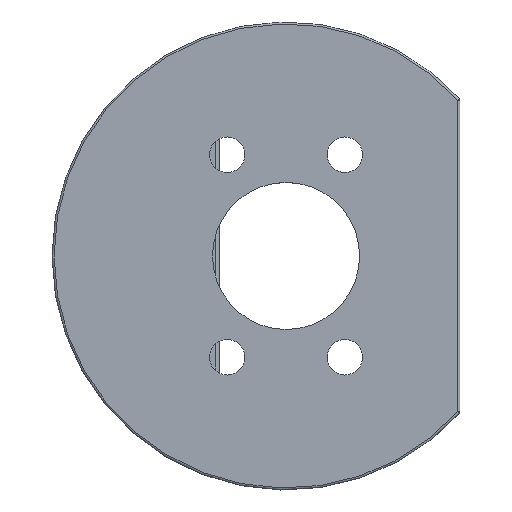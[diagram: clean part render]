
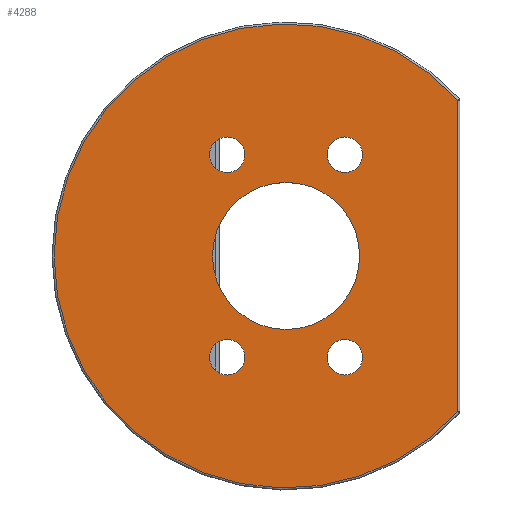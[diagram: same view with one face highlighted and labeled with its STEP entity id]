
A CAD part, top view. The second image highlights one B-rep face of the part: STEP entity #4288.
In plain terms, the highlighted planar face has unit normal (0, 0, 1).
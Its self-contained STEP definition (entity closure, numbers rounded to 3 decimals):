
#78=FACE_BOUND('',#735,.T.);
#79=FACE_BOUND('',#736,.T.);
#80=FACE_BOUND('',#737,.T.);
#81=FACE_BOUND('',#738,.T.);
#82=FACE_BOUND('',#739,.T.);
#187=PLANE('',#4821);
#450=FACE_OUTER_BOUND('',#734,.T.);
#734=EDGE_LOOP('',(#3616,#3617));
#735=EDGE_LOOP('',(#3618,#3619));
#736=EDGE_LOOP('',(#3620,#3621));
#737=EDGE_LOOP('',(#3622,#3623));
#738=EDGE_LOOP('',(#3624,#3625));
#739=EDGE_LOOP('',(#3626,#3627));
#1048=LINE('',#7807,#1374);
#1374=VECTOR('',#6059,10.);
#1656=CIRCLE('',#4802,34.7);
#1666=CIRCLE('',#4822,11.);
#1667=CIRCLE('',#4823,11.);
#1668=CIRCLE('',#4824,2.65);
#1669=CIRCLE('',#4825,2.65);
#1670=CIRCLE('',#4826,2.65);
#1671=CIRCLE('',#4827,2.65);
#1672=CIRCLE('',#4828,2.65);
#1673=CIRCLE('',#4829,2.65);
#1674=CIRCLE('',#4830,2.65);
#1675=CIRCLE('',#4831,2.65);
#1972=VERTEX_POINT('',#7765);
#1975=VERTEX_POINT('',#7774);
#1986=VERTEX_POINT('',#7825);
#1987=VERTEX_POINT('',#7826);
#1988=VERTEX_POINT('',#7829);
#1989=VERTEX_POINT('',#7830);
#1990=VERTEX_POINT('',#7833);
#1991=VERTEX_POINT('',#7834);
#1992=VERTEX_POINT('',#7837);
#1993=VERTEX_POINT('',#7838);
#1994=VERTEX_POINT('',#7841);
#1995=VERTEX_POINT('',#7842);
#2540=EDGE_CURVE('',#1975,#1972,#1656,.T.);
#2554=EDGE_CURVE('',#1972,#1975,#1048,.T.);
#2565=EDGE_CURVE('',#1986,#1987,#1666,.T.);
#2566=EDGE_CURVE('',#1987,#1986,#1667,.T.);
#2567=EDGE_CURVE('',#1988,#1989,#1668,.T.);
#2568=EDGE_CURVE('',#1989,#1988,#1669,.T.);
#2569=EDGE_CURVE('',#1990,#1991,#1670,.T.);
#2570=EDGE_CURVE('',#1991,#1990,#1671,.T.);
#2571=EDGE_CURVE('',#1992,#1993,#1672,.T.);
#2572=EDGE_CURVE('',#1993,#1992,#1673,.T.);
#2573=EDGE_CURVE('',#1994,#1995,#1674,.T.);
#2574=EDGE_CURVE('',#1995,#1994,#1675,.T.);
#3616=ORIENTED_EDGE('',*,*,#2540,.F.);
#3617=ORIENTED_EDGE('',*,*,#2554,.F.);
#3618=ORIENTED_EDGE('',*,*,#2565,.T.);
#3619=ORIENTED_EDGE('',*,*,#2566,.T.);
#3620=ORIENTED_EDGE('',*,*,#2567,.T.);
#3621=ORIENTED_EDGE('',*,*,#2568,.T.);
#3622=ORIENTED_EDGE('',*,*,#2569,.T.);
#3623=ORIENTED_EDGE('',*,*,#2570,.T.);
#3624=ORIENTED_EDGE('',*,*,#2571,.T.);
#3625=ORIENTED_EDGE('',*,*,#2572,.T.);
#3626=ORIENTED_EDGE('',*,*,#2573,.T.);
#3627=ORIENTED_EDGE('',*,*,#2574,.T.);
#4288=ADVANCED_FACE('',(#450,#78,#79,#80,#81,#82),#187,.T.);
#4802=AXIS2_PLACEMENT_3D('',#7782,#6023,#6024);
#4821=AXIS2_PLACEMENT_3D('',#7824,#6076,#6077);
#4822=AXIS2_PLACEMENT_3D('',#7827,#6078,#6079);
#4823=AXIS2_PLACEMENT_3D('',#7828,#6080,#6081);
#4824=AXIS2_PLACEMENT_3D('',#7831,#6082,#6083);
#4825=AXIS2_PLACEMENT_3D('',#7832,#6084,#6085);
#4826=AXIS2_PLACEMENT_3D('',#7835,#6086,#6087);
#4827=AXIS2_PLACEMENT_3D('',#7836,#6088,#6089);
#4828=AXIS2_PLACEMENT_3D('',#7839,#6090,#6091);
#4829=AXIS2_PLACEMENT_3D('',#7840,#6092,#6093);
#4830=AXIS2_PLACEMENT_3D('',#7843,#6094,#6095);
#4831=AXIS2_PLACEMENT_3D('',#7844,#6096,#6097);
#6023=DIRECTION('center_axis',(0.,0.,-1.));
#6024=DIRECTION('ref_axis',(-1.,0.,0.));
#6059=DIRECTION('',(0.,-1.,0.));
#6076=DIRECTION('center_axis',(0.,0.,1.));
#6077=DIRECTION('ref_axis',(1.,0.,0.));
#6078=DIRECTION('center_axis',(0.,0.,-1.));
#6079=DIRECTION('ref_axis',(1.,0.,0.));
#6080=DIRECTION('center_axis',(0.,0.,-1.));
#6081=DIRECTION('ref_axis',(1.,0.,0.));
#6082=DIRECTION('center_axis',(0.,0.,-1.));
#6083=DIRECTION('ref_axis',(1.,0.,0.));
#6084=DIRECTION('center_axis',(0.,0.,-1.));
#6085=DIRECTION('ref_axis',(1.,0.,0.));
#6086=DIRECTION('center_axis',(0.,0.,-1.));
#6087=DIRECTION('ref_axis',(1.,0.,0.));
#6088=DIRECTION('center_axis',(0.,0.,-1.));
#6089=DIRECTION('ref_axis',(1.,0.,0.));
#6090=DIRECTION('center_axis',(0.,0.,-1.));
#6091=DIRECTION('ref_axis',(1.,0.,0.));
#6092=DIRECTION('center_axis',(0.,0.,-1.));
#6093=DIRECTION('ref_axis',(1.,0.,0.));
#6094=DIRECTION('center_axis',(0.,0.,-1.));
#6095=DIRECTION('ref_axis',(1.,0.,0.));
#6096=DIRECTION('center_axis',(0.,0.,-1.));
#6097=DIRECTION('ref_axis',(1.,0.,0.));
#7765=CARTESIAN_POINT('',(25.7,23.315,0.));
#7774=CARTESIAN_POINT('',(25.7,-23.315,0.));
#7782=CARTESIAN_POINT('Origin',(0.,0.,0.));
#7807=CARTESIAN_POINT('',(25.7,-20.319,0.));
#7824=CARTESIAN_POINT('Origin',(0.,0.,
0.));
#7825=CARTESIAN_POINT('',(11.,0.,0.));
#7826=CARTESIAN_POINT('',(-11.,0.,0.));
#7827=CARTESIAN_POINT('Origin',(0.,0.,0.));
#7828=CARTESIAN_POINT('Origin',(0.,0.,0.));
#7829=CARTESIAN_POINT('',(-6.15,-15.15,0.));
#7830=CARTESIAN_POINT('',(-11.45,-15.15,0.));
#7831=CARTESIAN_POINT('Origin',(-8.8,-15.15,0.));
#7832=CARTESIAN_POINT('Origin',(-8.8,-15.15,0.));
#7833=CARTESIAN_POINT('',(11.45,15.15,0.));
#7834=CARTESIAN_POINT('',(6.15,15.15,0.));
#7835=CARTESIAN_POINT('Origin',(8.8,15.15,0.));
#7836=CARTESIAN_POINT('Origin',(8.8,15.15,0.));
#7837=CARTESIAN_POINT('',(-6.15,15.15,0.));
#7838=CARTESIAN_POINT('',(-11.45,15.15,0.));
#7839=CARTESIAN_POINT('Origin',(-8.8,15.15,0.));
#7840=CARTESIAN_POINT('Origin',(-8.8,15.15,0.));
#7841=CARTESIAN_POINT('',(11.45,-15.15,0.));
#7842=CARTESIAN_POINT('',(6.15,-15.15,0.));
#7843=CARTESIAN_POINT('Origin',(8.8,-15.15,0.));
#7844=CARTESIAN_POINT('Origin',(8.8,-15.15,0.));
